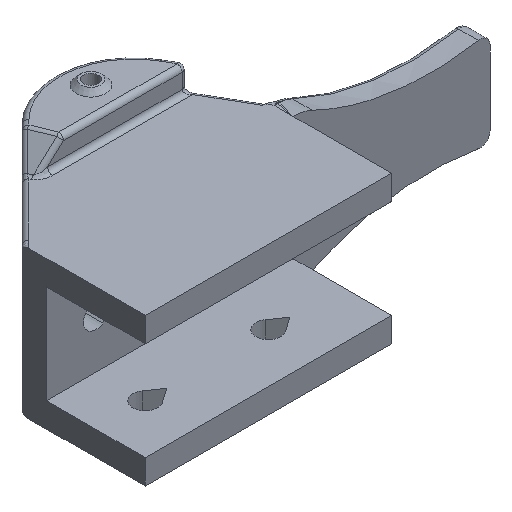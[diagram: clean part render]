
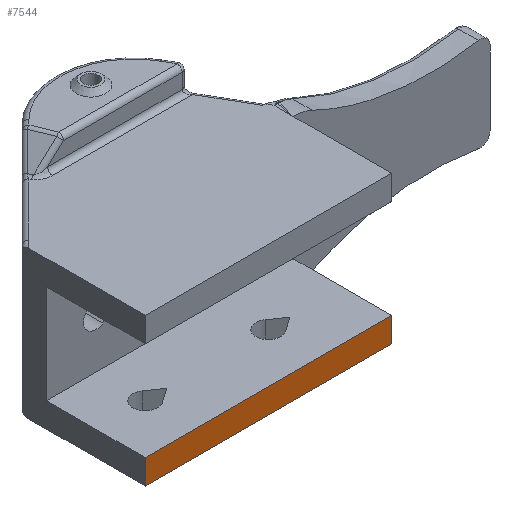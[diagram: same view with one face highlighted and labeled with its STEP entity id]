
A CAD part, isometric view. The second image highlights one B-rep face of the part: STEP entity #7544.
In plain terms, the highlighted planar face has unit normal (0, -1, 0).
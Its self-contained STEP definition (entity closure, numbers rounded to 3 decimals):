
#4376 = PLANE('',#4377);
#4377 = AXIS2_PLACEMENT_3D('',#4378,#4379,#4380);
#4378 = CARTESIAN_POINT('',(-117.,60.,25.));
#4379 = DIRECTION('',(1.,0.,0.));
#4380 = DIRECTION('',(0.,0.,-1.));
#5400 = VERTEX_POINT('',#5401);
#5401 = CARTESIAN_POINT('',(-117.,60.,-5.));
#5415 = PLANE('',#5416);
#5416 = AXIS2_PLACEMENT_3D('',#5417,#5418,#5419);
#5417 = CARTESIAN_POINT('',(-117.,60.,-5.));
#5418 = DIRECTION('',(0.,0.,-1.));
#5419 = DIRECTION('',(0.,-1.,0.));
#5427 = EDGE_CURVE('',#5428,#5400,#5430,.T.);
#5428 = VERTEX_POINT('',#5429);
#5429 = CARTESIAN_POINT('',(-117.,60.,0.));
#5430 = SURFACE_CURVE('',#5431,(#5435,#5442),.PCURVE_S1.);
#5431 = LINE('',#5432,#5433);
#5432 = CARTESIAN_POINT('',(-117.,60.,25.));
#5433 = VECTOR('',#5434,1.);
#5434 = DIRECTION('',(0.,0.,-1.));
#5435 = PCURVE('',#4376,#5436);
#5436 = DEFINITIONAL_REPRESENTATION('',(#5437),#5441);
#5437 = LINE('',#5438,#5439);
#5438 = CARTESIAN_POINT('',(0.,0.));
#5439 = VECTOR('',#5440,1.);
#5440 = DIRECTION('',(1.,0.));
#5441 = ( GEOMETRIC_REPRESENTATION_CONTEXT(2) 
PARAMETRIC_REPRESENTATION_CONTEXT() REPRESENTATION_CONTEXT('2D SPACE',''
  ) );
#5442 = PCURVE('',#5443,#5448);
#5443 = PLANE('',#5444);
#5444 = AXIS2_PLACEMENT_3D('',#5445,#5446,#5447);
#5445 = CARTESIAN_POINT('',(-117.,60.,25.));
#5446 = DIRECTION('',(0.,-1.,0.));
#5447 = DIRECTION('',(0.,0.,1.));
#5448 = DEFINITIONAL_REPRESENTATION('',(#5449),#5453);
#5449 = LINE('',#5450,#5451);
#5450 = CARTESIAN_POINT('',(0.,0.));
#5451 = VECTOR('',#5452,1.);
#5452 = DIRECTION('',(-1.,0.));
#5453 = ( GEOMETRIC_REPRESENTATION_CONTEXT(2) 
PARAMETRIC_REPRESENTATION_CONTEXT() REPRESENTATION_CONTEXT('2D SPACE',''
  ) );
#5471 = PLANE('',#5472);
#5472 = AXIS2_PLACEMENT_3D('',#5473,#5474,#5475);
#5473 = CARTESIAN_POINT('',(-117.,80.,0.));
#5474 = DIRECTION('',(0.,0.,1.));
#5475 = DIRECTION('',(0.,1.,0.));
#7099 = VERTEX_POINT('',#7100);
#7100 = CARTESIAN_POINT('',(-67.,60.,0.));
#7114 = PLANE('',#7115);
#7115 = AXIS2_PLACEMENT_3D('',#7116,#7117,#7118);
#7116 = CARTESIAN_POINT('',(-67.,60.,-5.));
#7117 = DIRECTION('',(1.,0.,0.));
#7118 = DIRECTION('',(0.,-1.,0.));
#7126 = EDGE_CURVE('',#5428,#7099,#7127,.T.);
#7127 = SURFACE_CURVE('',#7128,(#7132,#7139),.PCURVE_S1.);
#7128 = LINE('',#7129,#7130);
#7129 = CARTESIAN_POINT('',(-117.,60.,0.));
#7130 = VECTOR('',#7131,1.);
#7131 = DIRECTION('',(1.,0.,0.));
#7132 = PCURVE('',#5471,#7133);
#7133 = DEFINITIONAL_REPRESENTATION('',(#7134),#7138);
#7134 = LINE('',#7135,#7136);
#7135 = CARTESIAN_POINT('',(-20.,0.));
#7136 = VECTOR('',#7137,1.);
#7137 = DIRECTION('',(0.,-1.));
#7138 = ( GEOMETRIC_REPRESENTATION_CONTEXT(2) 
PARAMETRIC_REPRESENTATION_CONTEXT() REPRESENTATION_CONTEXT('2D SPACE',''
  ) );
#7139 = PCURVE('',#5443,#7140);
#7140 = DEFINITIONAL_REPRESENTATION('',(#7141),#7145);
#7141 = LINE('',#7142,#7143);
#7142 = CARTESIAN_POINT('',(-25.,0.));
#7143 = VECTOR('',#7144,1.);
#7144 = DIRECTION('',(0.,-1.));
#7145 = ( GEOMETRIC_REPRESENTATION_CONTEXT(2) 
PARAMETRIC_REPRESENTATION_CONTEXT() REPRESENTATION_CONTEXT('2D SPACE',''
  ) );
#7325 = EDGE_CURVE('',#5400,#7326,#7328,.T.);
#7326 = VERTEX_POINT('',#7327);
#7327 = CARTESIAN_POINT('',(-67.,60.,-5.));
#7328 = SURFACE_CURVE('',#7329,(#7333,#7340),.PCURVE_S1.);
#7329 = LINE('',#7330,#7331);
#7330 = CARTESIAN_POINT('',(-117.,60.,-5.));
#7331 = VECTOR('',#7332,1.);
#7332 = DIRECTION('',(1.,0.,0.));
#7333 = PCURVE('',#5415,#7334);
#7334 = DEFINITIONAL_REPRESENTATION('',(#7335),#7339);
#7335 = LINE('',#7336,#7337);
#7336 = CARTESIAN_POINT('',(0.,0.));
#7337 = VECTOR('',#7338,1.);
#7338 = DIRECTION('',(0.,-1.));
#7339 = ( GEOMETRIC_REPRESENTATION_CONTEXT(2) 
PARAMETRIC_REPRESENTATION_CONTEXT() REPRESENTATION_CONTEXT('2D SPACE',''
  ) );
#7340 = PCURVE('',#5443,#7341);
#7341 = DEFINITIONAL_REPRESENTATION('',(#7342),#7346);
#7342 = LINE('',#7343,#7344);
#7343 = CARTESIAN_POINT('',(-30.,0.));
#7344 = VECTOR('',#7345,1.);
#7345 = DIRECTION('',(0.,-1.));
#7346 = ( GEOMETRIC_REPRESENTATION_CONTEXT(2) 
PARAMETRIC_REPRESENTATION_CONTEXT() REPRESENTATION_CONTEXT('2D SPACE',''
  ) );
#7544 = ADVANCED_FACE('',(#7545),#5443,.T.);
#7545 = FACE_BOUND('',#7546,.F.);
#7546 = EDGE_LOOP('',(#7547,#7548,#7549,#7570));
#7547 = ORIENTED_EDGE('',*,*,#5427,.F.);
#7548 = ORIENTED_EDGE('',*,*,#7126,.T.);
#7549 = ORIENTED_EDGE('',*,*,#7550,.F.);
#7550 = EDGE_CURVE('',#7326,#7099,#7551,.T.);
#7551 = SURFACE_CURVE('',#7552,(#7556,#7563),.PCURVE_S1.);
#7552 = LINE('',#7553,#7554);
#7553 = CARTESIAN_POINT('',(-67.,60.,-5.));
#7554 = VECTOR('',#7555,1.);
#7555 = DIRECTION('',(0.,0.,1.));
#7556 = PCURVE('',#5443,#7557);
#7557 = DEFINITIONAL_REPRESENTATION('',(#7558),#7562);
#7558 = LINE('',#7559,#7560);
#7559 = CARTESIAN_POINT('',(-30.,-50.));
#7560 = VECTOR('',#7561,1.);
#7561 = DIRECTION('',(1.,0.));
#7562 = ( GEOMETRIC_REPRESENTATION_CONTEXT(2) 
PARAMETRIC_REPRESENTATION_CONTEXT() REPRESENTATION_CONTEXT('2D SPACE',''
  ) );
#7563 = PCURVE('',#7114,#7564);
#7564 = DEFINITIONAL_REPRESENTATION('',(#7565),#7569);
#7565 = LINE('',#7566,#7567);
#7566 = CARTESIAN_POINT('',(0.,0.));
#7567 = VECTOR('',#7568,1.);
#7568 = DIRECTION('',(0.,-1.));
#7569 = ( GEOMETRIC_REPRESENTATION_CONTEXT(2) 
PARAMETRIC_REPRESENTATION_CONTEXT() REPRESENTATION_CONTEXT('2D SPACE',''
  ) );
#7570 = ORIENTED_EDGE('',*,*,#7325,.F.);
